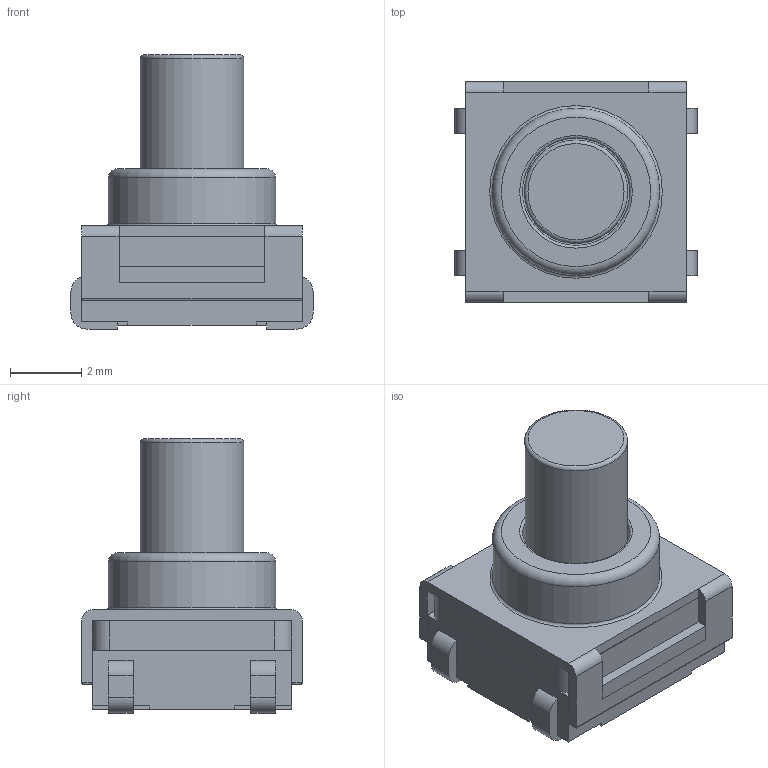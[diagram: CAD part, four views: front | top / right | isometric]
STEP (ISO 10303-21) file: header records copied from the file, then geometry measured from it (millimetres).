
FILE_DESCRIPTION(/* description */ ('model of SW_push_1P1T_NO_CK_KSC6xxJxxx'),/* implementation_level */ '2;1');
FILE_NAME(/* name */ 'SW_push_1P1T_NO_CK_KSC6xxJxxx.step',/* time_stamp */ '2020-10-28T20:06:31',/* author */ ('kicad StepUp','ksu'),/* organization */ ('FreeCAD'),/* preprocessor_version */ 'OCC',/* originating_system */ 'kicad StepUp',/* authorisation */ '');
FILE_SCHEMA(('AUTOMOTIVE_DESIGN { 1 0 10303 214 1 1 1 1 }'));
Length unit declared in the file: millimetre
Products named in the file (1): SW_push_1P1T_NO_CK_KSC6xxJxxx
Bounding box: 6.8 x 6.2 x 7.7 mm (x, y, z)
Volume: 150.4 mm3; surface area: 242.2 mm2
Topology: 1 solids, 1 shells, 111 faces, 305 edges, 199 vertices
Faces by surface type: plane 79, cylinder 27, torus 5
Full cylindrical faces by diameter (mm): 2.9 x1, 3.016 x1, 4.7 x1
Entity records: 4290 total; most frequent: CARTESIAN_POINT 616, ORIENTED_EDGE 610, DIRECTION 593, EDGE_CURVE 305, LINE 241, VECTOR 241, VERTEX_POINT 199, AXIS2_PLACEMENT_3D 176
